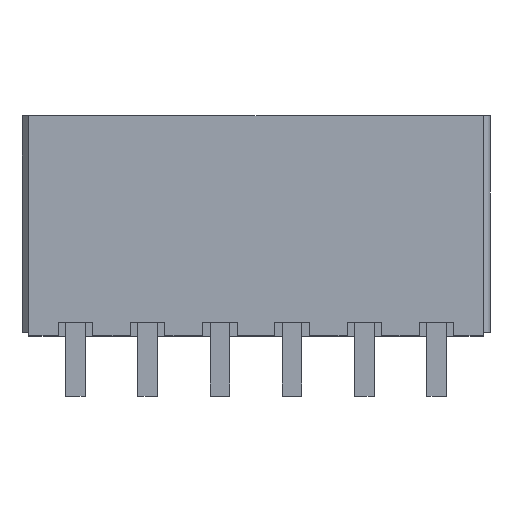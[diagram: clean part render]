
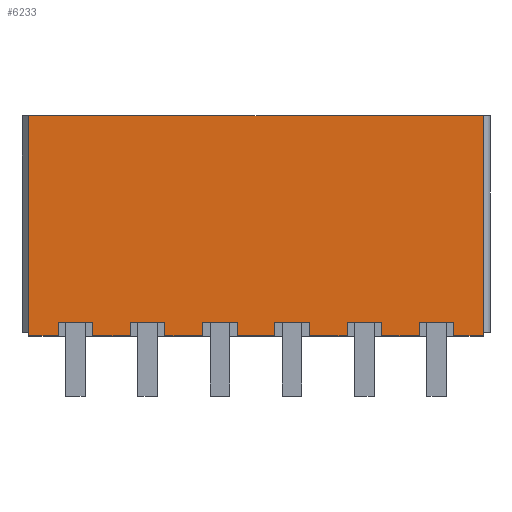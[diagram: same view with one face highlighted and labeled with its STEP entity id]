
A CAD part, top view. The second image highlights one B-rep face of the part: STEP entity #6233.
In plain terms, the highlighted planar face has unit normal (0, 0, 1).
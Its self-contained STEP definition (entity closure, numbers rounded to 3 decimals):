
#9=DIRECTION('',(0.,-1.,0.));
#10=VECTOR('',#9,12.8);
#11=CARTESIAN_POINT('',(-13.2,12.8,4.8));
#12=LINE('',#11,#10);
#601=DIRECTION('',(1.,0.,0.));
#602=VECTOR('',#601,1.7);
#603=CARTESIAN_POINT('',(11.5,0.,4.8));
#604=LINE('',#603,#602);
#621=DIRECTION('',(1.,0.,0.));
#622=VECTOR('',#621,2.2);
#623=CARTESIAN_POINT('',(7.3,0.,4.8));
#624=LINE('',#623,#622);
#649=DIRECTION('',(1.,0.,0.));
#650=VECTOR('',#649,2.2);
#651=CARTESIAN_POINT('',(3.1,0.,4.8));
#652=LINE('',#651,#650);
#677=DIRECTION('',(1.,0.,0.));
#678=VECTOR('',#677,2.2);
#679=CARTESIAN_POINT('',(-1.1,0.,4.8));
#680=LINE('',#679,#678);
#705=DIRECTION('',(1.,0.,0.));
#706=VECTOR('',#705,2.2);
#707=CARTESIAN_POINT('',(-5.3,0.,4.8));
#708=LINE('',#707,#706);
#733=DIRECTION('',(1.,0.,0.));
#734=VECTOR('',#733,1.7);
#735=CARTESIAN_POINT('',(-13.2,0.,4.8));
#736=LINE('',#735,#734);
#745=DIRECTION('',(1.,0.,0.));
#746=VECTOR('',#745,2.2);
#747=CARTESIAN_POINT('',(-9.5,0.,4.8));
#748=LINE('',#747,#746);
#933=DIRECTION('',(0.,-1.,0.));
#934=VECTOR('',#933,12.8);
#935=CARTESIAN_POINT('',(13.2,12.8,4.8));
#936=LINE('',#935,#934);
#1247=DIRECTION('',(1.,0.,0.));
#1248=VECTOR('',#1247,26.4);
#1249=CARTESIAN_POINT('',(-13.2,12.8,4.8));
#1250=LINE('',#1249,#1248);
#1251=DIRECTION('',(0.,1.,0.));
#1252=VECTOR('',#1251,0.8);
#1253=CARTESIAN_POINT('',(11.5,0.,4.8));
#1254=LINE('',#1253,#1252);
#1255=DIRECTION('',(1.,0.,0.));
#1256=VECTOR('',#1255,2.);
#1257=CARTESIAN_POINT('',(9.5,0.8,4.8));
#1258=LINE('',#1257,#1256);
#1259=DIRECTION('',(0.,1.,0.));
#1260=VECTOR('',#1259,0.8);
#1261=CARTESIAN_POINT('',(9.5,0.,4.8));
#1262=LINE('',#1261,#1260);
#1263=DIRECTION('',(0.,1.,0.));
#1264=VECTOR('',#1263,0.8);
#1265=CARTESIAN_POINT('',(7.3,0.,4.8));
#1266=LINE('',#1265,#1264);
#1267=DIRECTION('',(1.,0.,0.));
#1268=VECTOR('',#1267,2.);
#1269=CARTESIAN_POINT('',(5.3,0.8,4.8));
#1270=LINE('',#1269,#1268);
#1271=DIRECTION('',(0.,1.,0.));
#1272=VECTOR('',#1271,0.8);
#1273=CARTESIAN_POINT('',(5.3,0.,4.8));
#1274=LINE('',#1273,#1272);
#1275=DIRECTION('',(0.,1.,0.));
#1276=VECTOR('',#1275,0.8);
#1277=CARTESIAN_POINT('',(3.1,0.,4.8));
#1278=LINE('',#1277,#1276);
#1279=DIRECTION('',(1.,0.,0.));
#1280=VECTOR('',#1279,2.);
#1281=CARTESIAN_POINT('',(1.1,0.8,4.8));
#1282=LINE('',#1281,#1280);
#1283=DIRECTION('',(0.,1.,0.));
#1284=VECTOR('',#1283,0.8);
#1285=CARTESIAN_POINT('',(1.1,0.,4.8));
#1286=LINE('',#1285,#1284);
#1287=DIRECTION('',(0.,1.,0.));
#1288=VECTOR('',#1287,0.8);
#1289=CARTESIAN_POINT('',(-1.1,0.,4.8));
#1290=LINE('',#1289,#1288);
#1291=DIRECTION('',(1.,0.,0.));
#1292=VECTOR('',#1291,2.);
#1293=CARTESIAN_POINT('',(-3.1,0.8,4.8));
#1294=LINE('',#1293,#1292);
#1295=DIRECTION('',(0.,1.,0.));
#1296=VECTOR('',#1295,0.8);
#1297=CARTESIAN_POINT('',(-3.1,0.,4.8));
#1298=LINE('',#1297,#1296);
#1299=DIRECTION('',(0.,1.,0.));
#1300=VECTOR('',#1299,0.8);
#1301=CARTESIAN_POINT('',(-5.3,0.,4.8));
#1302=LINE('',#1301,#1300);
#1303=DIRECTION('',(1.,0.,0.));
#1304=VECTOR('',#1303,2.);
#1305=CARTESIAN_POINT('',(-7.3,0.8,4.8));
#1306=LINE('',#1305,#1304);
#1307=DIRECTION('',(0.,1.,0.));
#1308=VECTOR('',#1307,0.8);
#1309=CARTESIAN_POINT('',(-7.3,0.,4.8));
#1310=LINE('',#1309,#1308);
#1311=DIRECTION('',(0.,1.,0.));
#1312=VECTOR('',#1311,0.8);
#1313=CARTESIAN_POINT('',(-9.5,0.,4.8));
#1314=LINE('',#1313,#1312);
#1315=DIRECTION('',(1.,0.,0.));
#1316=VECTOR('',#1315,2.);
#1317=CARTESIAN_POINT('',(-11.5,0.8,4.8));
#1318=LINE('',#1317,#1316);
#1319=DIRECTION('',(0.,1.,0.));
#1320=VECTOR('',#1319,0.8);
#1321=CARTESIAN_POINT('',(-11.5,0.,4.8));
#1322=LINE('',#1321,#1320);
#3587=CARTESIAN_POINT('',(-13.2,12.8,4.8));
#3588=CARTESIAN_POINT('',(-13.2,0.,4.8));
#3589=VERTEX_POINT('',#3587);
#3590=VERTEX_POINT('',#3588);
#3595=CARTESIAN_POINT('',(13.2,12.8,4.8));
#3596=CARTESIAN_POINT('',(13.2,0.,4.8));
#3597=VERTEX_POINT('',#3595);
#3598=VERTEX_POINT('',#3596);
#3717=CARTESIAN_POINT('',(11.5,0.,4.8));
#3718=VERTEX_POINT('',#3717);
#3931=CARTESIAN_POINT('',(7.3,0.,4.8));
#3932=CARTESIAN_POINT('',(9.5,0.,4.8));
#3933=VERTEX_POINT('',#3931);
#3934=VERTEX_POINT('',#3932);
#3949=CARTESIAN_POINT('',(3.1,0.,4.8));
#3950=CARTESIAN_POINT('',(5.3,0.,4.8));
#3951=VERTEX_POINT('',#3949);
#3952=VERTEX_POINT('',#3950);
#3967=CARTESIAN_POINT('',(-1.1,0.,4.8));
#3968=CARTESIAN_POINT('',(1.1,0.,4.8));
#3969=VERTEX_POINT('',#3967);
#3970=VERTEX_POINT('',#3968);
#3985=CARTESIAN_POINT('',(-5.3,0.,4.8));
#3986=CARTESIAN_POINT('',(-3.1,0.,4.8));
#3987=VERTEX_POINT('',#3985);
#3988=VERTEX_POINT('',#3986);
#4003=CARTESIAN_POINT('',(-11.5,0.,4.8));
#4004=VERTEX_POINT('',#4003);
#4005=CARTESIAN_POINT('',(-9.5,0.,4.8));
#4006=CARTESIAN_POINT('',(-7.3,0.,4.8));
#4007=VERTEX_POINT('',#4005);
#4008=VERTEX_POINT('',#4006);
#4189=CARTESIAN_POINT('',(9.5,0.8,4.8));
#4190=CARTESIAN_POINT('',(11.5,0.8,4.8));
#4191=VERTEX_POINT('',#4189);
#4192=VERTEX_POINT('',#4190);
#4219=CARTESIAN_POINT('',(5.3,0.8,4.8));
#4220=CARTESIAN_POINT('',(7.3,0.8,4.8));
#4221=VERTEX_POINT('',#4219);
#4222=VERTEX_POINT('',#4220);
#4249=CARTESIAN_POINT('',(1.1,0.8,4.8));
#4250=CARTESIAN_POINT('',(3.1,0.8,4.8));
#4251=VERTEX_POINT('',#4249);
#4252=VERTEX_POINT('',#4250);
#4279=CARTESIAN_POINT('',(-3.1,0.8,4.8));
#4280=CARTESIAN_POINT('',(-1.1,0.8,4.8));
#4281=VERTEX_POINT('',#4279);
#4282=VERTEX_POINT('',#4280);
#4309=CARTESIAN_POINT('',(-7.3,0.8,4.8));
#4310=CARTESIAN_POINT('',(-5.3,0.8,4.8));
#4311=VERTEX_POINT('',#4309);
#4312=VERTEX_POINT('',#4310);
#4339=CARTESIAN_POINT('',(-11.5,0.8,4.8));
#4340=CARTESIAN_POINT('',(-9.5,0.8,4.8));
#4341=VERTEX_POINT('',#4339);
#4342=VERTEX_POINT('',#4340);
#6181=CARTESIAN_POINT('',(-13.2,12.8,4.8));
#6182=DIRECTION('',(0.,0.,1.));
#6183=DIRECTION('',(0.,-1.,0.));
#6184=AXIS2_PLACEMENT_3D('',#6181,#6182,#6183);
#6185=PLANE('',#6184);
#6186=ORIENTED_EDGE('',*,*,#5600,.F.);
#6187=ORIENTED_EDGE('',*,*,#4784,.F.);
#6188=ORIENTED_EDGE('',*,*,#5957,.T.);
#6189=ORIENTED_EDGE('',*,*,#5926,.T.);
#6190=ORIENTED_EDGE('',*,*,#5450,.F.);
#6192=ORIENTED_EDGE('',*,*,#6191,.T.);
#6193=ORIENTED_EDGE('',*,*,#5335,.F.);
#6195=ORIENTED_EDGE('',*,*,#6194,.F.);
#6196=ORIENTED_EDGE('',*,*,#5480,.F.);
#6198=ORIENTED_EDGE('',*,*,#6197,.T.);
#6200=ORIENTED_EDGE('',*,*,#6199,.F.);
#6202=ORIENTED_EDGE('',*,*,#6201,.F.);
#6203=ORIENTED_EDGE('',*,*,#5510,.F.);
#6205=ORIENTED_EDGE('',*,*,#6204,.T.);
#6207=ORIENTED_EDGE('',*,*,#6206,.F.);
#6209=ORIENTED_EDGE('',*,*,#6208,.F.);
#6210=ORIENTED_EDGE('',*,*,#5540,.F.);
#6212=ORIENTED_EDGE('',*,*,#6211,.T.);
#6214=ORIENTED_EDGE('',*,*,#6213,.F.);
#6216=ORIENTED_EDGE('',*,*,#6215,.F.);
#6217=ORIENTED_EDGE('',*,*,#5570,.F.);
#6219=ORIENTED_EDGE('',*,*,#6218,.T.);
#6221=ORIENTED_EDGE('',*,*,#6220,.F.);
#6223=ORIENTED_EDGE('',*,*,#6222,.F.);
#6224=ORIENTED_EDGE('',*,*,#5614,.F.);
#6226=ORIENTED_EDGE('',*,*,#6225,.T.);
#6228=ORIENTED_EDGE('',*,*,#6227,.F.);
#6230=ORIENTED_EDGE('',*,*,#6229,.F.);
#6231=EDGE_LOOP('',(#6186,#6187,#6188,#6189,#6190,#6192,#6193,#6195,#6196,#6198,
#6200,#6202,#6203,#6205,#6207,#6209,#6210,#6212,#6214,#6216,#6217,#6219,#6221,
#6223,#6224,#6226,#6228,#6230));
#6232=FACE_OUTER_BOUND('',#6231,.F.);
#6233=ADVANCED_FACE('',(#6232),#6185,.T.);
#4784=EDGE_CURVE('',#3589,#3590,#12,.T.);
#5335=EDGE_CURVE('',#4191,#4192,#1258,.T.);
#5450=EDGE_CURVE('',#3718,#3598,#604,.T.);
#5480=EDGE_CURVE('',#3933,#3934,#624,.T.);
#5510=EDGE_CURVE('',#3951,#3952,#652,.T.);
#5540=EDGE_CURVE('',#3969,#3970,#680,.T.);
#5570=EDGE_CURVE('',#3987,#3988,#708,.T.);
#5600=EDGE_CURVE('',#3590,#4004,#736,.T.);
#5614=EDGE_CURVE('',#4007,#4008,#748,.T.);
#5926=EDGE_CURVE('',#3597,#3598,#936,.T.);
#5957=EDGE_CURVE('',#3589,#3597,#1250,.T.);
#6191=EDGE_CURVE('',#3718,#4192,#1254,.T.);
#6194=EDGE_CURVE('',#3934,#4191,#1262,.T.);
#6197=EDGE_CURVE('',#3933,#4222,#1266,.T.);
#6199=EDGE_CURVE('',#4221,#4222,#1270,.T.);
#6201=EDGE_CURVE('',#3952,#4221,#1274,.T.);
#6204=EDGE_CURVE('',#3951,#4252,#1278,.T.);
#6206=EDGE_CURVE('',#4251,#4252,#1282,.T.);
#6208=EDGE_CURVE('',#3970,#4251,#1286,.T.);
#6211=EDGE_CURVE('',#3969,#4282,#1290,.T.);
#6213=EDGE_CURVE('',#4281,#4282,#1294,.T.);
#6215=EDGE_CURVE('',#3988,#4281,#1298,.T.);
#6218=EDGE_CURVE('',#3987,#4312,#1302,.T.);
#6220=EDGE_CURVE('',#4311,#4312,#1306,.T.);
#6222=EDGE_CURVE('',#4008,#4311,#1310,.T.);
#6225=EDGE_CURVE('',#4007,#4342,#1314,.T.);
#6227=EDGE_CURVE('',#4341,#4342,#1318,.T.);
#6229=EDGE_CURVE('',#4004,#4341,#1322,.T.);
